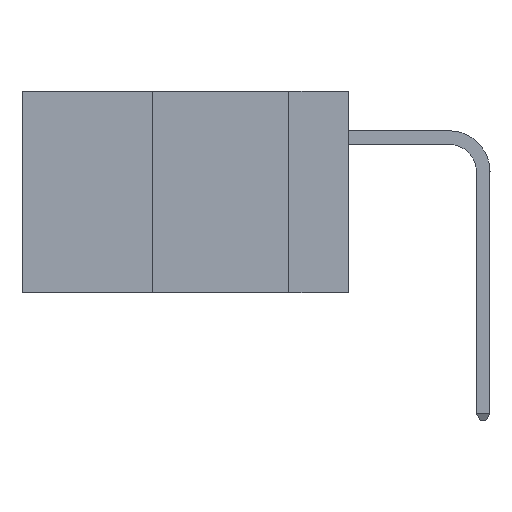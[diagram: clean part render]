
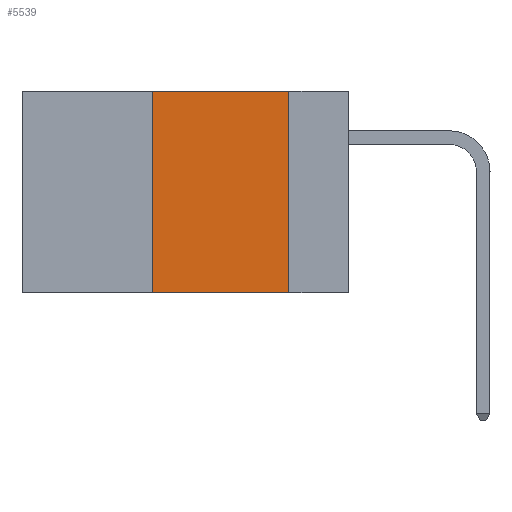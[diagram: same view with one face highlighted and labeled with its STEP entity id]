
A CAD part, left-side view. The second image highlights one B-rep face of the part: STEP entity #5539.
In plain terms, the highlighted planar face has unit normal (-1, 0, 0).
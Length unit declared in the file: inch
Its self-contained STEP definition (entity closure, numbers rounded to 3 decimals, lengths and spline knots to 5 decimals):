
#67 = EDGE_CURVE ( 'NONE', #9798, #5921, #11622, .T. ) ;
#291 = CARTESIAN_POINT ( 'NONE',  ( 0., 0.36, 0. ) ) ;
#559 = FACE_OUTER_BOUND ( 'NONE', #5600, .T. ) ;
#819 = ORIENTED_EDGE ( 'NONE', *, *, #4655, .F. ) ;
#829 = CARTESIAN_POINT ( 'NONE',  ( 0., 0.6, 0. ) ) ;
#1250 = CARTESIAN_POINT ( 'NONE',  ( 0., 0.11, -0.37 ) ) ;
#1364 = DIRECTION ( 'NONE',  ( 0., -1., 0. ) ) ;
#2690 = CARTESIAN_POINT ( 'NONE',  ( 0., 0.36, -0.37 ) ) ;
#3167 = CARTESIAN_POINT ( 'NONE',  ( 0., 0.6, -0.37 ) ) ;
#3745 = EDGE_CURVE ( 'NONE', #7327, #8360, #7912, .T. ) ;
#3906 = VECTOR ( 'NONE', #1364, 39.37008 ) ;
#4218 = PLANE ( 'NONE',  #10833 ) ;
#4655 = EDGE_CURVE ( 'NONE', #5921, #8360, #8653, .T. ) ;
#4706 = VECTOR ( 'NONE', #9587, 39.37008 ) ;
#5382 = DIRECTION ( 'NONE',  ( 0., -1., 0. ) ) ;
#5539 = ADVANCED_FACE ( 'NONE', ( #559 ), #4218, .F. ) ;
#5600 = EDGE_LOOP ( 'NONE', ( #819, #11531, #7962, #11365 ) ) ;
#5921 = VERTEX_POINT ( 'NONE', #11039 ) ;
#5945 = EDGE_CURVE ( 'NONE', #7327, #9798, #8457, .T. ) ;
#7327 = VERTEX_POINT ( 'NONE', #2690 ) ;
#7874 = CARTESIAN_POINT ( 'NONE',  ( 0., 0.6, 0. ) ) ;
#7912 = LINE ( 'NONE', #3167, #3906 ) ;
#7962 = ORIENTED_EDGE ( 'NONE', *, *, #5945, .F. ) ;
#8360 = VERTEX_POINT ( 'NONE', #1250 ) ;
#8457 = LINE ( 'NONE', #291, #4706 ) ;
#8653 = LINE ( 'NONE', #9561, #10817 ) ;
#9561 = CARTESIAN_POINT ( 'NONE',  ( 0., 0.11, 0. ) ) ;
#9587 = DIRECTION ( 'NONE',  ( 0., 0., 1. ) ) ;
#9601 = DIRECTION ( 'NONE',  ( 1., 0., 0. ) ) ;
#9798 = VERTEX_POINT ( 'NONE', #11203 ) ;
#9850 = VECTOR ( 'NONE', #5382, 39.37008 ) ;
#10817 = VECTOR ( 'NONE', #11541, 39.37008 ) ;
#10833 = AXIS2_PLACEMENT_3D ( 'NONE', #7874, #9601, #11344 ) ;
#11039 = CARTESIAN_POINT ( 'NONE',  ( 0., 0.11, 0. ) ) ;
#11203 = CARTESIAN_POINT ( 'NONE',  ( 0., 0.36, 0. ) ) ;
#11344 = DIRECTION ( 'NONE',  ( 0., 0., -1. ) ) ;
#11365 = ORIENTED_EDGE ( 'NONE', *, *, #3745, .T. ) ;
#11531 = ORIENTED_EDGE ( 'NONE', *, *, #67, .F. ) ;
#11541 = DIRECTION ( 'NONE',  ( 0., 0., -1. ) ) ;
#11622 = LINE ( 'NONE', #829, #9850 ) ;
